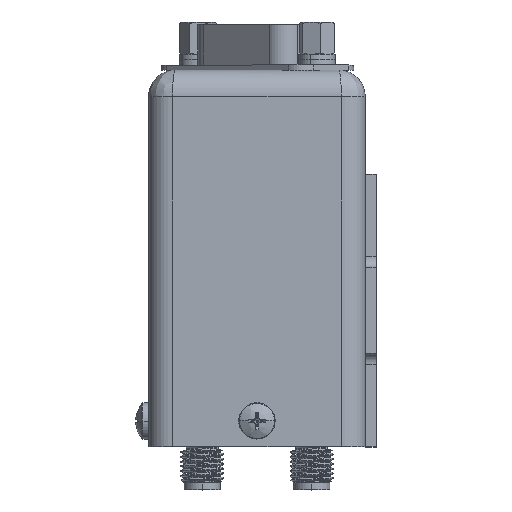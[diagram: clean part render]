
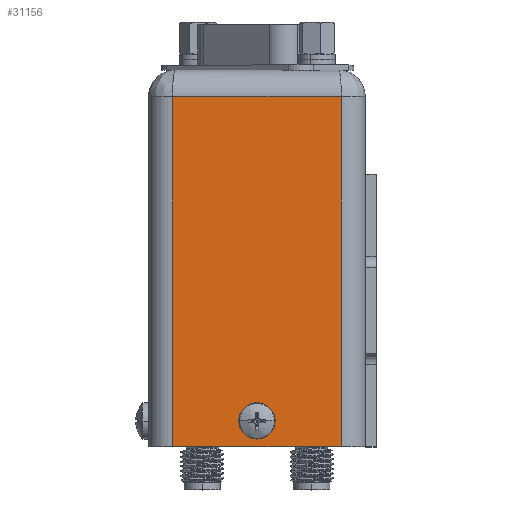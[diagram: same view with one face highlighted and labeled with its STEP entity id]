
A CAD part, top view. The second image highlights one B-rep face of the part: STEP entity #31156.
In plain terms, the highlighted face is planar.
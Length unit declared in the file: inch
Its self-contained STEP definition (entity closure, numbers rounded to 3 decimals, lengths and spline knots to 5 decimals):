
#532 = AXIS2_PLACEMENT_3D ( 'NONE', #32492, #10998, #8528 ) ;
#877 = AXIS2_PLACEMENT_3D ( 'NONE', #28604, #9599, #20443 ) ;
#934 = CIRCLE ( 'NONE', #15647, 0.075 ) ;
#949 = DIRECTION ( 'NONE',  ( 0., 1., 0. ) ) ;
#1125 = VECTOR ( 'NONE', #949, 39.37008 ) ;
#1741 = EDGE_CURVE ( 'NONE', #2102, #30481, #21362, .T. ) ;
#2102 = VERTEX_POINT ( 'NONE', #3070 ) ;
#3030 = ORIENTED_EDGE ( 'NONE', *, *, #20268, .F. ) ;
#3070 = CARTESIAN_POINT ( 'NONE',  ( 0.633, 2.044, -0.493 ) ) ;
#4143 = FACE_BOUND ( 'NONE', #19072, .T. ) ;
#4833 = CARTESIAN_POINT ( 'NONE',  ( 0.633, 2.044, -0.633 ) ) ;
#5581 = CARTESIAN_POINT ( 'NONE',  ( 0.633, 0.15, 0. ) ) ;
#5921 = CARTESIAN_POINT ( 'NONE',  ( 0.633, 2.2, -0.493 ) ) ;
#6562 = LINE ( 'NONE', #20231, #32100 ) ;
#6922 = ORIENTED_EDGE ( 'NONE', *, *, #23929, .T. ) ;
#7321 = CARTESIAN_POINT ( 'NONE',  ( 0.633, 0.15, 0.075 ) ) ;
#8397 = DIRECTION ( 'NONE',  ( 0., 0., -1. ) ) ;
#8528 = DIRECTION ( 'NONE',  ( 0., 0., -1. ) ) ;
#9599 = DIRECTION ( 'NONE',  ( -1., 0., 0. ) ) ;
#10136 = CIRCLE ( 'NONE', #532, 0.075 ) ;
#10998 = DIRECTION ( 'NONE',  ( 1., 0., 0. ) ) ;
#11162 = VECTOR ( 'NONE', #32899, 39.37008 ) ;
#14402 = LINE ( 'NONE', #17438, #1125 ) ;
#14914 = PLANE ( 'NONE',  #877 ) ;
#15647 = AXIS2_PLACEMENT_3D ( 'NONE', #5581, #34821, #8397 ) ;
#15761 = EDGE_CURVE ( 'NONE', #35050, #2102, #34107, .T. ) ;
#15932 = CARTESIAN_POINT ( 'NONE',  ( 0.633, 0., 0.493 ) ) ;
#17438 = CARTESIAN_POINT ( 'NONE',  ( 0.633, 2.2, 0.493 ) ) ;
#18065 = CARTESIAN_POINT ( 'NONE',  ( 0.633, 2.044, 0.493 ) ) ;
#19072 = EDGE_LOOP ( 'NONE', ( #3030, #24172 ) ) ;
#19090 = EDGE_CURVE ( 'NONE', #27628, #35050, #14402, .T. ) ;
#19596 = EDGE_LOOP ( 'NONE', ( #27573, #25145, #6922, #29991 ) ) ;
#20231 = CARTESIAN_POINT ( 'NONE',  ( 0.633, 0., 0. ) ) ;
#20268 = EDGE_CURVE ( 'NONE', #28776, #34239, #10136, .T. ) ;
#20443 = DIRECTION ( 'NONE',  ( 0., 0., 1. ) ) ;
#21362 = LINE ( 'NONE', #5921, #11162 ) ;
#22511 = CARTESIAN_POINT ( 'NONE',  ( 0.633, 0., -0.493 ) ) ;
#23090 = FACE_OUTER_BOUND ( 'NONE', #19596, .T. ) ;
#23735 = EDGE_CURVE ( 'NONE', #34239, #28776, #934, .T. ) ;
#23929 = EDGE_CURVE ( 'NONE', #27628, #30481, #6562, .T. ) ;
#24172 = ORIENTED_EDGE ( 'NONE', *, *, #23735, .F. ) ;
#25145 = ORIENTED_EDGE ( 'NONE', *, *, #19090, .F. ) ;
#25887 = VECTOR ( 'NONE', #31620, 39.37008 ) ;
#27573 = ORIENTED_EDGE ( 'NONE', *, *, #15761, .F. ) ;
#27628 = VERTEX_POINT ( 'NONE', #15932 ) ;
#28604 = CARTESIAN_POINT ( 'NONE',  ( 0.633, 2.2, -0.633 ) ) ;
#28776 = VERTEX_POINT ( 'NONE', #28968 ) ;
#28968 = CARTESIAN_POINT ( 'NONE',  ( 0.633, 0.15, -0.075 ) ) ;
#29991 = ORIENTED_EDGE ( 'NONE', *, *, #1741, .F. ) ;
#30481 = VERTEX_POINT ( 'NONE', #22511 ) ;
#31156 = ADVANCED_FACE ( 'NONE', ( #23090, #4143 ), #14914, .F. ) ;
#31620 = DIRECTION ( 'NONE',  ( 0., 0., -1. ) ) ;
#32100 = VECTOR ( 'NONE', #34232, 39.37008 ) ;
#32492 = CARTESIAN_POINT ( 'NONE',  ( 0.633, 0.15, 0. ) ) ;
#32899 = DIRECTION ( 'NONE',  ( 0., -1., 0. ) ) ;
#34107 = LINE ( 'NONE', #4833, #25887 ) ;
#34232 = DIRECTION ( 'NONE',  ( 0., 0., -1. ) ) ;
#34239 = VERTEX_POINT ( 'NONE', #7321 ) ;
#34821 = DIRECTION ( 'NONE',  ( 1., 0., 0. ) ) ;
#35050 = VERTEX_POINT ( 'NONE', #18065 ) ;
